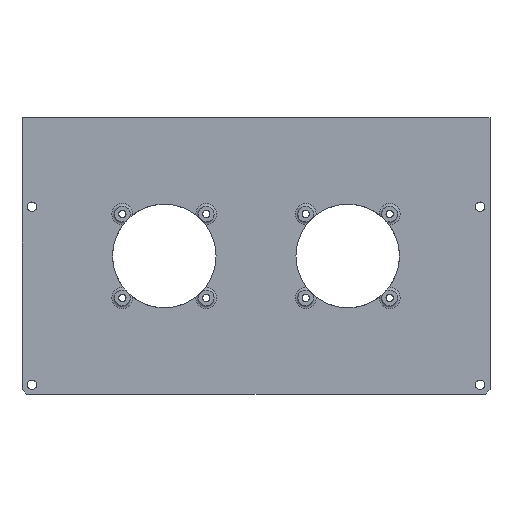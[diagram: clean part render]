
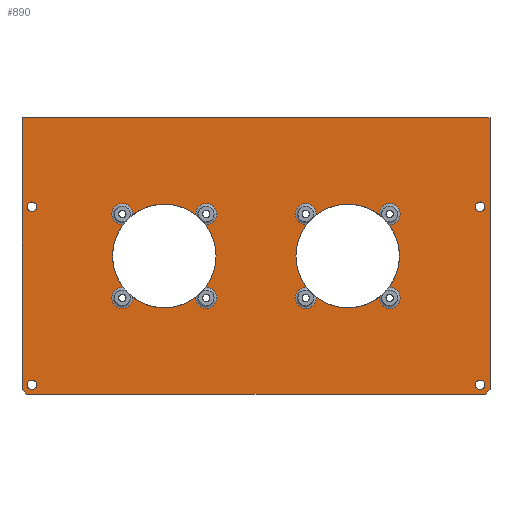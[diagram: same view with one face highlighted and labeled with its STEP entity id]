
A CAD part, top view. The second image highlights one B-rep face of the part: STEP entity #890.
In plain terms, the highlighted planar face has unit normal (0, 0, 1).
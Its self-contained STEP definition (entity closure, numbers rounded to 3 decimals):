
#16=FACE_BOUND('',#242,.T.);
#17=FACE_BOUND('',#243,.T.);
#18=FACE_BOUND('',#244,.T.);
#19=FACE_BOUND('',#245,.T.);
#20=FACE_BOUND('',#246,.T.);
#21=FACE_BOUND('',#247,.T.);
#44=PLANE('',#976);
#75=LINE('',#1645,#123);
#76=LINE('',#1647,#124);
#77=LINE('',#1649,#125);
#78=LINE('',#1651,#126);
#79=LINE('',#1653,#127);
#80=LINE('',#1654,#128);
#123=VECTOR('',#1153,10.);
#124=VECTOR('',#1154,10.);
#125=VECTOR('',#1155,10.);
#126=VECTOR('',#1156,10.);
#127=VECTOR('',#1157,10.);
#128=VECTOR('',#1158,10.);
#194=FACE_OUTER_BOUND('',#241,.T.);
#241=EDGE_LOOP('',(#668,#669,#670,#671,#672,#673));
#242=EDGE_LOOP('',(#674,#675,#676,#677,#678,#679,#680,#681,#682));
#243=EDGE_LOOP('',(#683,#684,#685,#686,#687,#688,#689,#690,#691));
#244=EDGE_LOOP('',(#692));
#245=EDGE_LOOP('',(#693));
#246=EDGE_LOOP('',(#694));
#247=EDGE_LOOP('',(#695));
#298=CIRCLE('',#935,4.);
#301=CIRCLE('',#940,4.);
#304=CIRCLE('',#945,4.);
#307=CIRCLE('',#950,4.);
#310=CIRCLE('',#955,4.);
#313=CIRCLE('',#960,4.);
#316=CIRCLE('',#965,4.);
#319=CIRCLE('',#970,4.);
#323=CIRCLE('',#977,19.75);
#324=CIRCLE('',#978,19.75);
#325=CIRCLE('',#979,19.75);
#326=CIRCLE('',#980,19.75);
#327=CIRCLE('',#981,19.75);
#328=CIRCLE('',#982,19.75);
#329=CIRCLE('',#983,19.75);
#330=CIRCLE('',#984,19.75);
#331=CIRCLE('',#985,19.75);
#332=CIRCLE('',#986,19.75);
#333=CIRCLE('',#987,1.8);
#334=CIRCLE('',#988,1.8);
#335=CIRCLE('',#989,1.8);
#336=CIRCLE('',#990,1.8);
#381=VERTEX_POINT('',#1327);
#384=VERTEX_POINT('',#1343);
#387=VERTEX_POINT('',#1366);
#390=VERTEX_POINT('',#1382);
#393=VERTEX_POINT('',#1405);
#396=VERTEX_POINT('',#1421);
#399=VERTEX_POINT('',#1444);
#402=VERTEX_POINT('',#1460);
#405=VERTEX_POINT('',#1483);
#408=VERTEX_POINT('',#1499);
#411=VERTEX_POINT('',#1522);
#414=VERTEX_POINT('',#1538);
#417=VERTEX_POINT('',#1561);
#420=VERTEX_POINT('',#1577);
#423=VERTEX_POINT('',#1600);
#426=VERTEX_POINT('',#1616);
#430=VERTEX_POINT('',#1643);
#431=VERTEX_POINT('',#1644);
#432=VERTEX_POINT('',#1646);
#433=VERTEX_POINT('',#1648);
#434=VERTEX_POINT('',#1650);
#435=VERTEX_POINT('',#1652);
#436=VERTEX_POINT('',#1658);
#437=VERTEX_POINT('',#1661);
#438=VERTEX_POINT('',#1667);
#439=VERTEX_POINT('',#1669);
#440=VERTEX_POINT('',#1671);
#441=VERTEX_POINT('',#1673);
#472=EDGE_CURVE('',#384,#381,#298,.T.);
#479=EDGE_CURVE('',#390,#387,#301,.T.);
#486=EDGE_CURVE('',#396,#393,#304,.T.);
#493=EDGE_CURVE('',#402,#399,#307,.T.);
#500=EDGE_CURVE('',#408,#405,#310,.T.);
#507=EDGE_CURVE('',#414,#411,#313,.T.);
#514=EDGE_CURVE('',#420,#417,#316,.T.);
#521=EDGE_CURVE('',#426,#423,#319,.T.);
#527=EDGE_CURVE('',#430,#431,#75,.T.);
#528=EDGE_CURVE('',#431,#432,#76,.T.);
#529=EDGE_CURVE('',#432,#433,#77,.T.);
#530=EDGE_CURVE('',#433,#434,#78,.T.);
#531=EDGE_CURVE('',#434,#435,#79,.T.);
#532=EDGE_CURVE('',#435,#430,#80,.T.);
#533=EDGE_CURVE('',#384,#399,#323,.T.);
#534=EDGE_CURVE('',#402,#393,#324,.T.);
#535=EDGE_CURVE('',#396,#387,#325,.T.);
#536=EDGE_CURVE('',#390,#436,#326,.T.);
#537=EDGE_CURVE('',#436,#381,#327,.T.);
#538=EDGE_CURVE('',#408,#437,#328,.T.);
#539=EDGE_CURVE('',#437,#423,#329,.T.);
#540=EDGE_CURVE('',#426,#417,#330,.T.);
#541=EDGE_CURVE('',#420,#411,#331,.T.);
#542=EDGE_CURVE('',#414,#405,#332,.T.);
#543=EDGE_CURVE('',#438,#438,#333,.T.);
#544=EDGE_CURVE('',#439,#439,#334,.T.);
#545=EDGE_CURVE('',#440,#440,#335,.T.);
#546=EDGE_CURVE('',#441,#441,#336,.T.);
#668=ORIENTED_EDGE('',*,*,#527,.T.);
#669=ORIENTED_EDGE('',*,*,#528,.T.);
#670=ORIENTED_EDGE('',*,*,#529,.T.);
#671=ORIENTED_EDGE('',*,*,#530,.T.);
#672=ORIENTED_EDGE('',*,*,#531,.T.);
#673=ORIENTED_EDGE('',*,*,#532,.T.);
#674=ORIENTED_EDGE('',*,*,#472,.F.);
#675=ORIENTED_EDGE('',*,*,#533,.T.);
#676=ORIENTED_EDGE('',*,*,#493,.F.);
#677=ORIENTED_EDGE('',*,*,#534,.T.);
#678=ORIENTED_EDGE('',*,*,#486,.F.);
#679=ORIENTED_EDGE('',*,*,#535,.T.);
#680=ORIENTED_EDGE('',*,*,#479,.F.);
#681=ORIENTED_EDGE('',*,*,#536,.T.);
#682=ORIENTED_EDGE('',*,*,#537,.T.);
#683=ORIENTED_EDGE('',*,*,#500,.F.);
#684=ORIENTED_EDGE('',*,*,#538,.T.);
#685=ORIENTED_EDGE('',*,*,#539,.T.);
#686=ORIENTED_EDGE('',*,*,#521,.F.);
#687=ORIENTED_EDGE('',*,*,#540,.T.);
#688=ORIENTED_EDGE('',*,*,#514,.F.);
#689=ORIENTED_EDGE('',*,*,#541,.T.);
#690=ORIENTED_EDGE('',*,*,#507,.F.);
#691=ORIENTED_EDGE('',*,*,#542,.T.);
#692=ORIENTED_EDGE('',*,*,#543,.T.);
#693=ORIENTED_EDGE('',*,*,#544,.T.);
#694=ORIENTED_EDGE('',*,*,#545,.T.);
#695=ORIENTED_EDGE('',*,*,#546,.T.);
#890=ADVANCED_FACE('',(#194,#16,#17,#18,#19,#20,#21),#44,.T.);
#935=AXIS2_PLACEMENT_3D('',#1358,#1053,#1054);
#940=AXIS2_PLACEMENT_3D('',#1397,#1065,#1066);
#945=AXIS2_PLACEMENT_3D('',#1436,#1077,#1078);
#950=AXIS2_PLACEMENT_3D('',#1475,#1089,#1090);
#955=AXIS2_PLACEMENT_3D('',#1514,#1101,#1102);
#960=AXIS2_PLACEMENT_3D('',#1553,#1113,#1114);
#965=AXIS2_PLACEMENT_3D('',#1592,#1125,#1126);
#970=AXIS2_PLACEMENT_3D('',#1631,#1137,#1138);
#976=AXIS2_PLACEMENT_3D('',#1642,#1151,#1152);
#977=AXIS2_PLACEMENT_3D('',#1655,#1159,#1160);
#978=AXIS2_PLACEMENT_3D('',#1656,#1161,#1162);
#979=AXIS2_PLACEMENT_3D('',#1657,#1163,#1164);
#980=AXIS2_PLACEMENT_3D('',#1659,#1165,#1166);
#981=AXIS2_PLACEMENT_3D('',#1660,#1167,#1168);
#982=AXIS2_PLACEMENT_3D('',#1662,#1169,#1170);
#983=AXIS2_PLACEMENT_3D('',#1663,#1171,#1172);
#984=AXIS2_PLACEMENT_3D('',#1664,#1173,#1174);
#985=AXIS2_PLACEMENT_3D('',#1665,#1175,#1176);
#986=AXIS2_PLACEMENT_3D('',#1666,#1177,#1178);
#987=AXIS2_PLACEMENT_3D('',#1668,#1179,#1180);
#988=AXIS2_PLACEMENT_3D('',#1670,#1181,#1182);
#989=AXIS2_PLACEMENT_3D('',#1672,#1183,#1184);
#990=AXIS2_PLACEMENT_3D('',#1674,#1185,#1186);
#1053=DIRECTION('center_axis',(0.,0.,1.));
#1054=DIRECTION('ref_axis',(0.707,-0.707,0.));
#1065=DIRECTION('center_axis',(0.,0.,1.));
#1066=DIRECTION('ref_axis',(0.707,0.707,0.));
#1077=DIRECTION('center_axis',(0.,0.,1.));
#1078=DIRECTION('ref_axis',(-0.707,0.707,0.));
#1089=DIRECTION('center_axis',(0.,0.,1.));
#1090=DIRECTION('ref_axis',(-0.707,-0.707,0.));
#1101=DIRECTION('center_axis',(0.,0.,1.));
#1102=DIRECTION('ref_axis',(0.707,0.707,0.));
#1113=DIRECTION('center_axis',(0.,0.,1.));
#1114=DIRECTION('ref_axis',(-0.707,0.707,0.));
#1125=DIRECTION('center_axis',(0.,0.,1.));
#1126=DIRECTION('ref_axis',(-0.707,-0.707,0.));
#1137=DIRECTION('center_axis',(0.,0.,1.));
#1138=DIRECTION('ref_axis',(0.707,-0.707,0.));
#1151=DIRECTION('center_axis',(0.,0.,1.));
#1152=DIRECTION('ref_axis',(1.,0.,0.));
#1153=DIRECTION('',(1.,0.,0.));
#1154=DIRECTION('',(0.707,0.707,0.));
#1155=DIRECTION('',(0.,1.,0.));
#1156=DIRECTION('',(-1.,0.,0.));
#1157=DIRECTION('',(0.,-1.,0.));
#1158=DIRECTION('',(0.707,-0.707,0.));
#1159=DIRECTION('center_axis',(0.,0.,-1.));
#1160=DIRECTION('ref_axis',(-1.,0.,0.));
#1161=DIRECTION('center_axis',(0.,0.,-1.));
#1162=DIRECTION('ref_axis',(-1.,0.,0.));
#1163=DIRECTION('center_axis',(0.,0.,-1.));
#1164=DIRECTION('ref_axis',(-1.,0.,0.));
#1165=DIRECTION('center_axis',(0.,0.,-1.));
#1166=DIRECTION('ref_axis',(-1.,0.,0.));
#1167=DIRECTION('center_axis',(0.,0.,-1.));
#1168=DIRECTION('ref_axis',(-1.,0.,0.));
#1169=DIRECTION('center_axis',(0.,0.,-1.));
#1170=DIRECTION('ref_axis',(-1.,0.,0.));
#1171=DIRECTION('center_axis',(0.,0.,-1.));
#1172=DIRECTION('ref_axis',(-1.,0.,0.));
#1173=DIRECTION('center_axis',(0.,0.,-1.));
#1174=DIRECTION('ref_axis',(-1.,0.,0.));
#1175=DIRECTION('center_axis',(0.,0.,-1.));
#1176=DIRECTION('ref_axis',(-1.,0.,0.));
#1177=DIRECTION('center_axis',(0.,0.,-1.));
#1178=DIRECTION('ref_axis',(-1.,0.,0.));
#1179=DIRECTION('center_axis',(0.,0.,-1.));
#1180=DIRECTION('ref_axis',(1.,0.,0.));
#1181=DIRECTION('center_axis',(0.,0.,-1.));
#1182=DIRECTION('ref_axis',(1.,0.,0.));
#1183=DIRECTION('center_axis',(0.,0.,-1.));
#1184=DIRECTION('ref_axis',(1.,0.,0.));
#1185=DIRECTION('center_axis',(0.,0.,-1.));
#1186=DIRECTION('ref_axis',(1.,0.,0.));
#1327=CARTESIAN_POINT('',(50.676,3.167,126.8));
#1343=CARTESIAN_POINT('',(47.013,-0.497,126.8));
#1358=CARTESIAN_POINT('Origin',(51.,-0.82,126.8));
#1366=CARTESIAN_POINT('',(47.013,30.856,126.8));
#1382=CARTESIAN_POINT('',(50.676,27.193,126.8));
#1397=CARTESIAN_POINT('Origin',(51.,31.18,126.8));
#1405=CARTESIAN_POINT('',(19.324,27.193,126.8));
#1421=CARTESIAN_POINT('',(22.987,30.856,126.8));
#1436=CARTESIAN_POINT('Origin',(19.,31.18,126.8));
#1444=CARTESIAN_POINT('',(22.987,-0.497,126.8));
#1460=CARTESIAN_POINT('',(19.324,3.167,126.8));
#1475=CARTESIAN_POINT('Origin',(19.,-0.82,126.8));
#1483=CARTESIAN_POINT('',(-22.987,30.856,126.8));
#1499=CARTESIAN_POINT('',(-19.324,27.193,126.8));
#1514=CARTESIAN_POINT('Origin',(-19.,31.18,126.8));
#1522=CARTESIAN_POINT('',(-50.676,27.193,126.8));
#1538=CARTESIAN_POINT('',(-47.013,30.856,126.8));
#1553=CARTESIAN_POINT('Origin',(-51.,31.18,126.8));
#1561=CARTESIAN_POINT('',(-47.013,-0.497,126.8));
#1577=CARTESIAN_POINT('',(-50.676,3.167,126.8));
#1592=CARTESIAN_POINT('Origin',(-51.,-0.82,126.8));
#1600=CARTESIAN_POINT('',(-19.324,3.167,126.8));
#1616=CARTESIAN_POINT('',(-22.987,-0.497,126.8));
#1631=CARTESIAN_POINT('Origin',(-19.,-0.82,126.8));
#1642=CARTESIAN_POINT('Origin',(0.,15.18,126.8));
#1643=CARTESIAN_POINT('',(-87.417,-37.594,126.8));
#1644=CARTESIAN_POINT('',(87.417,-37.594,126.8));
#1645=CARTESIAN_POINT('',(-87.417,-37.594,126.8));
#1646=CARTESIAN_POINT('',(89.3,-35.711,126.8));
#1647=CARTESIAN_POINT('',(89.3,-35.711,126.8));
#1648=CARTESIAN_POINT('',(89.3,67.953,126.8));
#1649=CARTESIAN_POINT('',(89.3,68.103,126.8));
#1650=CARTESIAN_POINT('',(-89.3,67.953,126.8));
#1651=CARTESIAN_POINT('',(-89.5,67.953,126.8));
#1652=CARTESIAN_POINT('',(-89.3,-35.711,126.8));
#1653=CARTESIAN_POINT('',(-89.3,-35.711,126.8));
#1654=CARTESIAN_POINT('',(-87.417,-37.594,126.8));
#1655=CARTESIAN_POINT('Origin',(35.,15.18,126.8));
#1656=CARTESIAN_POINT('Origin',(35.,15.18,126.8));
#1657=CARTESIAN_POINT('Origin',(35.,15.18,126.8));
#1658=CARTESIAN_POINT('',(54.75,15.18,126.8));
#1659=CARTESIAN_POINT('Origin',(35.,15.18,126.8));
#1660=CARTESIAN_POINT('Origin',(35.,15.18,126.8));
#1661=CARTESIAN_POINT('',(-15.25,15.18,126.8));
#1662=CARTESIAN_POINT('Origin',(-35.,15.18,126.8));
#1663=CARTESIAN_POINT('Origin',(-35.,15.18,126.8));
#1664=CARTESIAN_POINT('Origin',(-35.,15.18,126.8));
#1665=CARTESIAN_POINT('Origin',(-35.,15.18,126.8));
#1666=CARTESIAN_POINT('Origin',(-35.,15.18,126.8));
#1667=CARTESIAN_POINT('',(83.7,-34.,126.8));
#1668=CARTESIAN_POINT('Origin',(85.5,-34.,126.8));
#1669=CARTESIAN_POINT('',(-87.3,34.,126.8));
#1670=CARTESIAN_POINT('Origin',(-85.5,34.,126.8));
#1671=CARTESIAN_POINT('',(83.7,34.,126.8));
#1672=CARTESIAN_POINT('Origin',(85.5,34.,126.8));
#1673=CARTESIAN_POINT('',(-87.3,-34.,126.8));
#1674=CARTESIAN_POINT('Origin',(-85.5,-34.,126.8));
